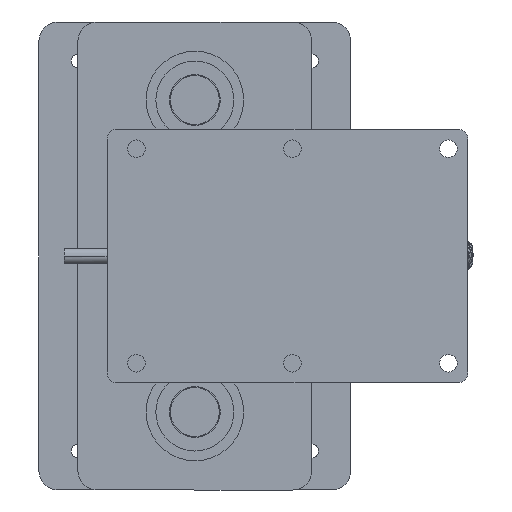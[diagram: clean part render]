
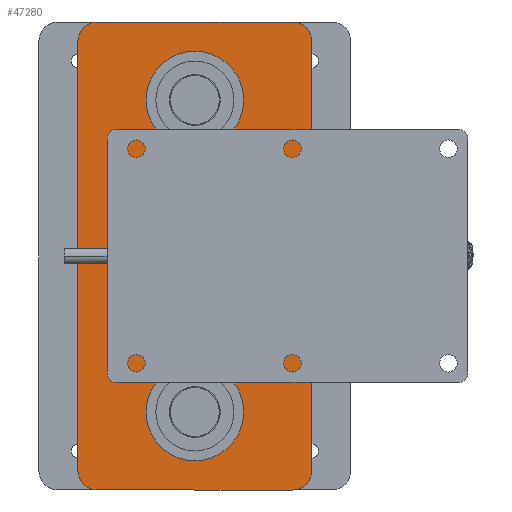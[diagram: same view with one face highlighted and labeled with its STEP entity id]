
A CAD part, front view. The second image highlights one B-rep face of the part: STEP entity #47280.
In plain terms, the highlighted face is planar.
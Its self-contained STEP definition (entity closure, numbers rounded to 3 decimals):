
#2178 = CARTESIAN_POINT ( 'NONE',  ( -25., -80., 15. ) ) ;
#3822 = CIRCLE ( 'NONE', #14111, 10. ) ;
#4192 = CARTESIAN_POINT ( 'NONE',  ( 0., 0., 15. ) ) ;
#6827 = VERTEX_POINT ( 'NONE', #28546 ) ;
#7432 = ORIENTED_EDGE ( 'NONE', *, *, #158259, .T. ) ;
#7928 = EDGE_LOOP ( 'NONE', ( #42388, #17245 ) ) ;
#10366 = CIRCLE ( 'NONE', #12901, 10. ) ;
#12901 = AXIS2_PLACEMENT_3D ( 'NONE', #60578, #159479, #37043 ) ;
#12928 = CARTESIAN_POINT ( 'NONE',  ( -25., 80., 15. ) ) ;
#14065 = EDGE_CURVE ( 'NONE', #40792, #111693, #107098, .T. ) ;
#14111 = AXIS2_PLACEMENT_3D ( 'NONE', #84839, #126944, #115615 ) ;
#17245 = ORIENTED_EDGE ( 'NONE', *, *, #75901, .T. ) ;
#19113 = VERTEX_POINT ( 'NONE', #2178 ) ;
#20526 = FACE_OUTER_BOUND ( 'NONE', #76223, .T. ) ;
#22475 = EDGE_CURVE ( 'NONE', #70344, #40792, #10366, .T. ) ;
#22739 = CARTESIAN_POINT ( 'NONE',  ( 0., 80., 15. ) ) ;
#25125 = DIRECTION ( 'NONE',  ( 0., 0., -1. ) ) ;
#26250 = DIRECTION ( 'NONE',  ( 0., 1., 0. ) ) ;
#27202 = CARTESIAN_POINT ( 'NONE',  ( 0., 0., 15. ) ) ;
#27318 = AXIS2_PLACEMENT_3D ( 'NONE', #27202, #136633, #38543 ) ;
#27719 = EDGE_CURVE ( 'NONE', #159943, #19113, #37299, .T. ) ;
#28546 = CARTESIAN_POINT ( 'NONE',  ( 25., 80., 15. ) ) ;
#28798 = CIRCLE ( 'NONE', #150433, 25. ) ;
#29557 = AXIS2_PLACEMENT_3D ( 'NONE', #159387, #72634, #60482 ) ;
#30948 = CARTESIAN_POINT ( 'NONE',  ( 50., 120., 15. ) ) ;
#31127 = EDGE_LOOP ( 'NONE', ( #80095, #111739 ) ) ;
#31761 = DIRECTION ( 'NONE',  ( 1., 0., 0. ) ) ;
#32552 = EDGE_CURVE ( 'NONE', #58647, #119663, #102553, .T. ) ;
#33171 = DIRECTION ( 'NONE',  ( 0., 0., -1. ) ) ;
#33243 = AXIS2_PLACEMENT_3D ( 'NONE', #115342, #126670, #65056 ) ;
#34370 = CARTESIAN_POINT ( 'NONE',  ( -50., -110., 15. ) ) ;
#36569 = DIRECTION ( 'NONE',  ( 0., 0., -1. ) ) ;
#37043 = DIRECTION ( 'NONE',  ( -1., 0., 0. ) ) ;
#37299 = CIRCLE ( 'NONE', #29557, 25. ) ;
#37916 = EDGE_CURVE ( 'NONE', #19113, #159943, #149991, .T. ) ;
#38543 = DIRECTION ( 'NONE',  ( -1., 0., 0. ) ) ;
#40792 = VERTEX_POINT ( 'NONE', #59396 ) ;
#42282 = EDGE_CURVE ( 'NONE', #136252, #6827, #28798, .T. ) ;
#42388 = ORIENTED_EDGE ( 'NONE', *, *, #50938, .T. ) ;
#43527 = VERTEX_POINT ( 'NONE', #140065 ) ;
#43922 = LINE ( 'NONE', #30948, #139833 ) ;
#43961 = EDGE_CURVE ( 'NONE', #111693, #43527, #140493, .T. ) ;
#45463 = DIRECTION ( 'NONE',  ( -1., 0., 0. ) ) ;
#47280 = ADVANCED_FACE ( 'NONE', ( #70788, #108868, #131591, #20526 ), #71580, .F. ) ;
#49369 = ORIENTED_EDGE ( 'NONE', *, *, #32552, .F. ) ;
#49798 = EDGE_CURVE ( 'NONE', #43527, #159776, #100029, .T. ) ;
#50430 = DIRECTION ( 'NONE',  ( -1., 0., 0. ) ) ;
#50823 = AXIS2_PLACEMENT_3D ( 'NONE', #110389, #36569, #133889 ) ;
#50938 = EDGE_CURVE ( 'NONE', #158061, #109152, #71340, .T. ) ;
#51210 = DIRECTION ( 'NONE',  ( 0., 0., -1. ) ) ;
#52672 = ORIENTED_EDGE ( 'NONE', *, *, #49798, .F. ) ;
#56923 = ORIENTED_EDGE ( 'NONE', *, *, #43961, .F. ) ;
#58120 = CARTESIAN_POINT ( 'NONE',  ( 50., 120., 15. ) ) ;
#58378 = CARTESIAN_POINT ( 'NONE',  ( -60., 110., 15. ) ) ;
#58647 = VERTEX_POINT ( 'NONE', #58120 ) ;
#59396 = CARTESIAN_POINT ( 'NONE',  ( 50., -120., 15. ) ) ;
#60482 = DIRECTION ( 'NONE',  ( 1., 0., 0. ) ) ;
#60578 = CARTESIAN_POINT ( 'NONE',  ( 50., -110., 15. ) ) ;
#60716 = DIRECTION ( 'NONE',  ( 1., 0., 0. ) ) ;
#63526 = CIRCLE ( 'NONE', #27318, 44. ) ;
#64950 = EDGE_CURVE ( 'NONE', #112393, #58647, #43922, .T. ) ;
#65056 = DIRECTION ( 'NONE',  ( -1., 0., 0. ) ) ;
#68155 = VECTOR ( 'NONE', #122714, 1000. ) ;
#69218 = ORIENTED_EDGE ( 'NONE', *, *, #64950, .F. ) ;
#70344 = VERTEX_POINT ( 'NONE', #151147 ) ;
#70600 = AXIS2_PLACEMENT_3D ( 'NONE', #34370, #83030, #82235 ) ;
#70788 = FACE_BOUND ( 'NONE', #31127, .T. ) ;
#71340 = CIRCLE ( 'NONE', #110114, 44. ) ;
#71580 = PLANE ( 'NONE',  #125570 ) ;
#72068 = CARTESIAN_POINT ( 'NONE',  ( 0., -80., 15. ) ) ;
#72634 = DIRECTION ( 'NONE',  ( 0., 0., -1. ) ) ;
#73243 = CARTESIAN_POINT ( 'NONE',  ( 60., 110., 15. ) ) ;
#75901 = EDGE_CURVE ( 'NONE', #109152, #158061, #63526, .T. ) ;
#76223 = EDGE_LOOP ( 'NONE', ( #104800, #83038, #49369, #69218, #85977, #52672, #56923, #157948 ) ) ;
#78111 = CARTESIAN_POINT ( 'NONE',  ( -60., 110., 15. ) ) ;
#80095 = ORIENTED_EDGE ( 'NONE', *, *, #37916, .T. ) ;
#82235 = DIRECTION ( 'NONE',  ( -1., 0., 0. ) ) ;
#83030 = DIRECTION ( 'NONE',  ( 0., 0., -1. ) ) ;
#83038 = ORIENTED_EDGE ( 'NONE', *, *, #91991, .F. ) ;
#84364 = DIRECTION ( 'NONE',  ( -1., 0., 0. ) ) ;
#84839 = CARTESIAN_POINT ( 'NONE',  ( -50., 110., 15. ) ) ;
#85977 = ORIENTED_EDGE ( 'NONE', *, *, #93936, .F. ) ;
#91991 = EDGE_CURVE ( 'NONE', #119663, #70344, #134832, .T. ) ;
#93936 = EDGE_CURVE ( 'NONE', #159776, #112393, #3822, .T. ) ;
#95095 = DIRECTION ( 'NONE',  ( 0., 0., -1. ) ) ;
#99660 = CARTESIAN_POINT ( 'NONE',  ( 25., -80., 15. ) ) ;
#100029 = LINE ( 'NONE', #78111, #153976 ) ;
#101385 = CARTESIAN_POINT ( 'NONE',  ( -50., 120., 15. ) ) ;
#102553 = CIRCLE ( 'NONE', #50823, 10. ) ;
#104800 = ORIENTED_EDGE ( 'NONE', *, *, #22475, .F. ) ;
#107098 = LINE ( 'NONE', #117698, #153112 ) ;
#107282 = CARTESIAN_POINT ( 'NONE',  ( 50., -110., 15. ) ) ;
#108868 = FACE_BOUND ( 'NONE', #155350, .T. ) ;
#109152 = VERTEX_POINT ( 'NONE', #127465 ) ;
#110114 = AXIS2_PLACEMENT_3D ( 'NONE', #4192, #51210, #50430 ) ;
#110389 = CARTESIAN_POINT ( 'NONE',  ( 50., 110., 15. ) ) ;
#111693 = VERTEX_POINT ( 'NONE', #136045 ) ;
#111739 = ORIENTED_EDGE ( 'NONE', *, *, #27719, .T. ) ;
#112393 = VERTEX_POINT ( 'NONE', #101385 ) ;
#115342 = CARTESIAN_POINT ( 'NONE',  ( 0., 80., 15. ) ) ;
#115615 = DIRECTION ( 'NONE',  ( 1., 0., 0. ) ) ;
#117698 = CARTESIAN_POINT ( 'NONE',  ( 50., -120., 15. ) ) ;
#119663 = VERTEX_POINT ( 'NONE', #136490 ) ;
#122714 = DIRECTION ( 'NONE',  ( 0., -1., 0. ) ) ;
#125570 = AXIS2_PLACEMENT_3D ( 'NONE', #107282, #95095, #144537 ) ;
#126670 = DIRECTION ( 'NONE',  ( 0., 0., -1. ) ) ;
#126944 = DIRECTION ( 'NONE',  ( 0., 0., -1. ) ) ;
#127465 = CARTESIAN_POINT ( 'NONE',  ( 44., 0., 15. ) ) ;
#131591 = FACE_BOUND ( 'NONE', #7928, .T. ) ;
#133889 = DIRECTION ( 'NONE',  ( 1., 0., 0. ) ) ;
#134832 = LINE ( 'NONE', #73243, #68155 ) ;
#136045 = CARTESIAN_POINT ( 'NONE',  ( -50., -120., 15. ) ) ;
#136252 = VERTEX_POINT ( 'NONE', #12928 ) ;
#136490 = CARTESIAN_POINT ( 'NONE',  ( 60., 110., 15. ) ) ;
#136633 = DIRECTION ( 'NONE',  ( 0., 0., -1. ) ) ;
#139833 = VECTOR ( 'NONE', #31761, 1000. ) ;
#140065 = CARTESIAN_POINT ( 'NONE',  ( -60., -110., 15. ) ) ;
#140493 = CIRCLE ( 'NONE', #70600, 10. ) ;
#140985 = ORIENTED_EDGE ( 'NONE', *, *, #42282, .T. ) ;
#144537 = DIRECTION ( 'NONE',  ( -1., 0., 0. ) ) ;
#149991 = CIRCLE ( 'NONE', #152646, 25. ) ;
#150433 = AXIS2_PLACEMENT_3D ( 'NONE', #22739, #25125, #84364 ) ;
#151147 = CARTESIAN_POINT ( 'NONE',  ( 60., -110., 15. ) ) ;
#152646 = AXIS2_PLACEMENT_3D ( 'NONE', #72068, #33171, #60716 ) ;
#153112 = VECTOR ( 'NONE', #45463, 1000. ) ;
#153976 = VECTOR ( 'NONE', #26250, 1000. ) ;
#154889 = CIRCLE ( 'NONE', #33243, 25. ) ;
#155350 = EDGE_LOOP ( 'NONE', ( #140985, #7432 ) ) ;
#157948 = ORIENTED_EDGE ( 'NONE', *, *, #14065, .F. ) ;
#158061 = VERTEX_POINT ( 'NONE', #158372 ) ;
#158259 = EDGE_CURVE ( 'NONE', #6827, #136252, #154889, .T. ) ;
#158372 = CARTESIAN_POINT ( 'NONE',  ( -44., 0., 15. ) ) ;
#159387 = CARTESIAN_POINT ( 'NONE',  ( 0., -80., 15. ) ) ;
#159479 = DIRECTION ( 'NONE',  ( 0., 0., -1. ) ) ;
#159776 = VERTEX_POINT ( 'NONE', #58378 ) ;
#159943 = VERTEX_POINT ( 'NONE', #99660 ) ;
